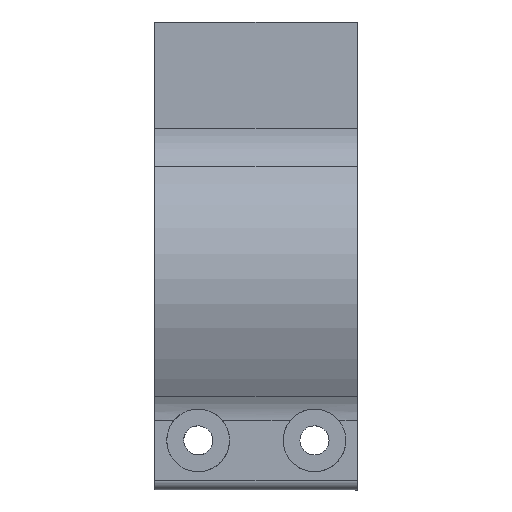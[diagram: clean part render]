
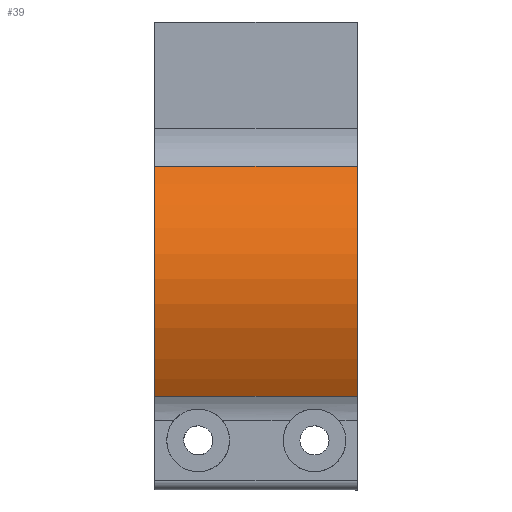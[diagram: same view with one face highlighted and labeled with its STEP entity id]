
A CAD part, front view. The second image highlights one B-rep face of the part: STEP entity #39.
In plain terms, the highlighted free-form (B-spline) face has degree [5, 1] with [11, 2] control points.
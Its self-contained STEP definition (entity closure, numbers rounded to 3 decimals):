
#39=ADVANCED_FACE('',(#79),#686,.T.);
#79=FACE_OUTER_BOUND('',#121,.T.);
#121=EDGE_LOOP('',(#230,#231,#232,#233));
#230=ORIENTED_EDGE('',*,*,#430,.T.);
#231=ORIENTED_EDGE('',*,*,#431,.T.);
#232=ORIENTED_EDGE('',*,*,#432,.F.);
#233=ORIENTED_EDGE('',*,*,#428,.F.);
#428=EDGE_CURVE('',#640,#641,#546,.T.);
#430=EDGE_CURVE('',#640,#642,#548,.T.);
#431=EDGE_CURVE('',#642,#643,#549,.T.);
#432=EDGE_CURVE('',#641,#643,#550,.T.);
#546=(
BOUNDED_CURVE()
B_SPLINE_CURVE(1,(#1447,#1448),.UNSPECIFIED.,.F.,.F.)
B_SPLINE_CURVE_WITH_KNOTS((2,2),(0.,20.933),.UNSPECIFIED.)
CURVE()
GEOMETRIC_REPRESENTATION_ITEM()
RATIONAL_B_SPLINE_CURVE((1.,1.))
REPRESENTATION_ITEM('')
);
#548=(
BOUNDED_CURVE()
B_SPLINE_CURVE(5,(#1455,#1456,#1457,#1458,#1459,#1460,#1461,#1462,#1463,
#1464,#1465),.UNSPECIFIED.,.F.,.F.)
B_SPLINE_CURVE_WITH_KNOTS((6,5,6),(-1158.547,-1140.47,
-1131.995),.UNSPECIFIED.)
CURVE()
GEOMETRIC_REPRESENTATION_ITEM()
RATIONAL_B_SPLINE_CURVE((1.,0.93,0.896,0.896,
0.927,0.985,0.949,0.932,
0.935,0.957,1.))
REPRESENTATION_ITEM('')
);
#549=(
BOUNDED_CURVE()
B_SPLINE_CURVE(1,(#1466,#1467),.UNSPECIFIED.,.F.,.F.)
B_SPLINE_CURVE_WITH_KNOTS((2,2),(0.,20.933),.UNSPECIFIED.)
CURVE()
GEOMETRIC_REPRESENTATION_ITEM()
RATIONAL_B_SPLINE_CURVE((1.,1.))
REPRESENTATION_ITEM('')
);
#550=(
BOUNDED_CURVE()
B_SPLINE_CURVE(5,(#1468,#1469,#1470,#1471,#1472,#1473,#1474,#1475,#1476,
#1477,#1478),.UNSPECIFIED.,.F.,.F.)
B_SPLINE_CURVE_WITH_KNOTS((6,5,6),(-1158.547,-1140.47,
-1131.995),.UNSPECIFIED.)
CURVE()
GEOMETRIC_REPRESENTATION_ITEM()
RATIONAL_B_SPLINE_CURVE((1.,0.93,0.896,0.896,
0.927,0.985,0.949,0.932,
0.935,0.957,1.))
REPRESENTATION_ITEM('')
);
#640=VERTEX_POINT('',#1123);
#641=VERTEX_POINT('',#1124);
#642=VERTEX_POINT('',#1125);
#643=VERTEX_POINT('',#1126);
#686=(
BOUNDED_SURFACE()
B_SPLINE_SURFACE(5,1,((#953,#954),(#955,#956),(#957,#958),(#959,#960),(#961,
#962),(#963,#964),(#965,#966),(#967,#968),(#969,#970),(#971,#972),(#973,
#974)),.UNSPECIFIED.,.F.,.F.,.F.)
B_SPLINE_SURFACE_WITH_KNOTS((6,5,6),(2,2),(-1158.547,-1140.47,
-1131.995),(0.,20.933),.UNSPECIFIED.)
GEOMETRIC_REPRESENTATION_ITEM()
RATIONAL_B_SPLINE_SURFACE(((1.,1.),(0.93,0.93),
(0.896,0.896),(0.896,0.896),
(0.927,0.927),(0.985,0.985),
(0.949,0.949),(0.932,0.932),
(0.935,0.935),(0.957,0.957),
(1.,1.)))
REPRESENTATION_ITEM('')
SURFACE()
);
#953=CARTESIAN_POINT('',(-45.865,-9.863,15.678));
#954=CARTESIAN_POINT('',(-24.933,-9.863,15.678));
#955=CARTESIAN_POINT('',(-45.865,-12.879,13.281));
#956=CARTESIAN_POINT('',(-24.933,-12.879,13.281));
#957=CARTESIAN_POINT('',(-45.865,-15.079,10.087));
#958=CARTESIAN_POINT('',(-24.933,-15.079,10.087));
#959=CARTESIAN_POINT('',(-45.865,-16.204,6.419));
#960=CARTESIAN_POINT('',(-24.933,-16.204,6.419));
#961=CARTESIAN_POINT('',(-45.865,-16.222,2.686));
#962=CARTESIAN_POINT('',(-24.933,-16.222,2.686));
#963=CARTESIAN_POINT('',(-45.865,-15.31,-0.754));
#964=CARTESIAN_POINT('',(-24.933,-15.31,-0.754));
#965=CARTESIAN_POINT('',(-45.865,-14.902,-2.29));
#966=CARTESIAN_POINT('',(-24.933,-14.902,-2.29));
#967=CARTESIAN_POINT('',(-45.865,-14.375,-3.883));
#968=CARTESIAN_POINT('',(-24.933,-14.375,-3.883));
#969=CARTESIAN_POINT('',(-45.865,-13.753,-5.434));
#970=CARTESIAN_POINT('',(-24.933,-13.753,-5.434));
#971=CARTESIAN_POINT('',(-45.865,-13.076,-6.846));
#972=CARTESIAN_POINT('',(-24.933,-13.076,-6.846));
#973=CARTESIAN_POINT('',(-45.865,-12.388,-8.042));
#974=CARTESIAN_POINT('',(-24.933,-12.388,-8.042));
#1123=CARTESIAN_POINT('',(-45.865,-9.863,15.678));
#1124=CARTESIAN_POINT('',(-24.933,-9.863,15.678));
#1125=CARTESIAN_POINT('',(-45.865,-12.388,-8.042));
#1126=CARTESIAN_POINT('',(-24.933,-12.388,-8.042));
#1447=CARTESIAN_POINT('',(-45.865,-9.863,15.678));
#1448=CARTESIAN_POINT('',(-24.933,-9.863,15.678));
#1455=CARTESIAN_POINT('',(-45.865,-9.863,15.678));
#1456=CARTESIAN_POINT('',(-45.865,-12.879,13.281));
#1457=CARTESIAN_POINT('',(-45.865,-15.079,10.087));
#1458=CARTESIAN_POINT('',(-45.865,-16.204,6.419));
#1459=CARTESIAN_POINT('',(-45.865,-16.222,2.686));
#1460=CARTESIAN_POINT('',(-45.865,-15.31,-0.754));
#1461=CARTESIAN_POINT('',(-45.865,-14.902,-2.29));
#1462=CARTESIAN_POINT('',(-45.865,-14.375,-3.883));
#1463=CARTESIAN_POINT('',(-45.865,-13.753,-5.434));
#1464=CARTESIAN_POINT('',(-45.865,-13.076,-6.846));
#1465=CARTESIAN_POINT('',(-45.865,-12.388,-8.042));
#1466=CARTESIAN_POINT('',(-45.865,-12.388,-8.042));
#1467=CARTESIAN_POINT('',(-24.933,-12.388,-8.042));
#1468=CARTESIAN_POINT('',(-24.933,-9.863,15.678));
#1469=CARTESIAN_POINT('',(-24.933,-12.879,13.281));
#1470=CARTESIAN_POINT('',(-24.933,-15.079,10.087));
#1471=CARTESIAN_POINT('',(-24.933,-16.204,6.419));
#1472=CARTESIAN_POINT('',(-24.933,-16.222,2.686));
#1473=CARTESIAN_POINT('',(-24.933,-15.31,-0.754));
#1474=CARTESIAN_POINT('',(-24.933,-14.902,-2.29));
#1475=CARTESIAN_POINT('',(-24.933,-14.375,-3.883));
#1476=CARTESIAN_POINT('',(-24.933,-13.753,-5.434));
#1477=CARTESIAN_POINT('',(-24.933,-13.076,-6.846));
#1478=CARTESIAN_POINT('',(-24.933,-12.388,-8.042));
